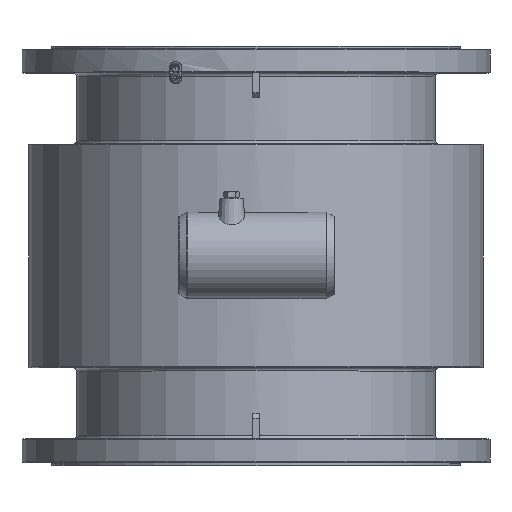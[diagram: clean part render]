
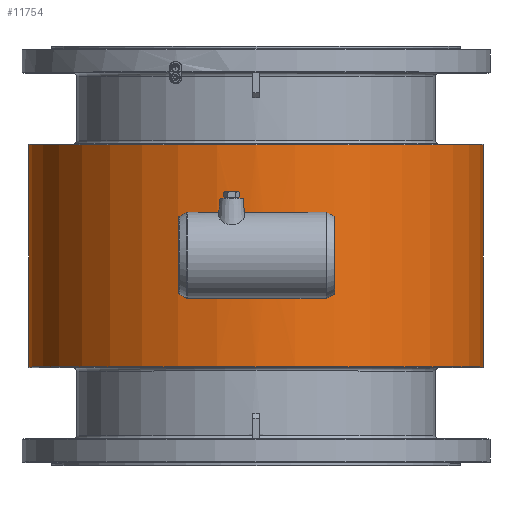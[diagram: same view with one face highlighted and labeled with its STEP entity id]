
A CAD part, top view. The second image highlights one B-rep face of the part: STEP entity #11754.
In plain terms, the highlighted cylindrical face has radius 325 mm (diameter 650 mm), a full revolution.
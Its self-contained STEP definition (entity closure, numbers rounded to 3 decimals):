
#1036=B_SPLINE_CURVE_WITH_KNOTS('',3,(#28382,#28383,#28384,#28385,#28386,
#28387,#28388,#28389,#28390,#28391,#28392,#28393,#28394,#28395,#28396,#28397,
#28398,#28399,#28400,#28401,#28402,#28403,#28404,#28405,#28406,#28407,#28408,
#28409,#28410,#28411,#28412,#28413,#28414,#28415,#28416),.UNSPECIFIED.,
 .F.,.F.,(4,2,2,2,2,2,2,2,3,2,2,2,2,2,2,2,4),(-3.165,-2.769,
-2.374,-1.978,-1.583,-1.187,
-0.791,-0.396,0.,0.396,0.791,
1.187,1.583,1.978,2.374,2.769,
3.165),.UNSPECIFIED.);
#1037=B_SPLINE_CURVE_WITH_KNOTS('',3,(#28417,#28418,#28419,#28420,#28421,
#28422,#28423,#28424,#28425,#28426,#28427,#28428,#28429,#28430,#28431,#28432,
#28433,#28434,#28435,#28436,#28437,#28438,#28439,#28440,#28441,#28442,#28443,
#28444,#28445,#28446,#28447,#28448,#28449,#28450),.UNSPECIFIED.,.F.,.F.,
(4,2,2,2,2,2,2,2,2,2,2,2,2,2,2,2,4),(3.165,3.561,3.956,
4.352,4.748,5.143,5.539,5.935,
6.33,6.726,7.122,7.517,7.913,
8.308,8.704,9.1,9.495),
 .UNSPECIFIED.);
#1638=LINE('',#28379,#2306);
#2306=VECTOR('',#14400,325.);
#2772=CYLINDRICAL_SURFACE('',#12676,325.);
#2965=FACE_BOUND('',#4072,.T.);
#3280=FACE_OUTER_BOUND('',#4071,.T.);
#4071=EDGE_LOOP('',(#9260,#9261,#9262,#9263));
#4072=EDGE_LOOP('',(#9264,#9265));
#4794=CIRCLE('',#12673,325.);
#4797=CIRCLE('',#12677,325.);
#5517=VERTEX_POINT('',#28371);
#5519=VERTEX_POINT('',#28377);
#5520=VERTEX_POINT('',#28380);
#5521=VERTEX_POINT('',#28381);
#6885=EDGE_CURVE('',#5517,#5517,#4794,.T.);
#6888=EDGE_CURVE('',#5519,#5519,#4797,.T.);
#6889=EDGE_CURVE('',#5519,#5517,#1638,.T.);
#6890=EDGE_CURVE('',#5520,#5521,#1036,.T.);
#6891=EDGE_CURVE('',#5521,#5520,#1037,.T.);
#9260=ORIENTED_EDGE('',*,*,#6888,.F.);
#9261=ORIENTED_EDGE('',*,*,#6889,.T.);
#9262=ORIENTED_EDGE('',*,*,#6885,.F.);
#9263=ORIENTED_EDGE('',*,*,#6889,.F.);
#9264=ORIENTED_EDGE('',*,*,#6890,.T.);
#9265=ORIENTED_EDGE('',*,*,#6891,.T.);
#11754=ADVANCED_FACE('',(#3280,#2965),#2772,.T.);
#12673=AXIS2_PLACEMENT_3D('',#28372,#14390,#14391);
#12676=AXIS2_PLACEMENT_3D('',#28376,#14396,#14397);
#12677=AXIS2_PLACEMENT_3D('',#28378,#14398,#14399);
#14390=DIRECTION('center_axis',(0.,0.,
1.));
#14391=DIRECTION('ref_axis',(0.,1.,0.));
#14396=DIRECTION('center_axis',(0.,0.,
-1.));
#14397=DIRECTION('ref_axis',(0.,-1.,0.));
#14398=DIRECTION('center_axis',(0.,0.,
-1.));
#14399=DIRECTION('ref_axis',(0.,1.,0.));
#14400=DIRECTION('',(0.,0.,1.));
#28371=CARTESIAN_POINT('',(95.,840.25,159.));
#28372=CARTESIAN_POINT('Origin',(95.,515.25,159.));
#28376=CARTESIAN_POINT('Origin',(95.,515.25,0.));
#28377=CARTESIAN_POINT('',(95.,840.25,-159.));
#28378=CARTESIAN_POINT('Origin',(95.,515.25,-159.));
#28379=CARTESIAN_POINT('',(95.,840.25,0.));
#28380=CARTESIAN_POINT('',(95.,190.25,21.));
#28381=CARTESIAN_POINT('',(95.,190.25,-21.));
#28382=CARTESIAN_POINT('Ctrl Pts',(95.,190.25,21.));
#28383=CARTESIAN_POINT('Ctrl Pts',(96.319,190.25,21.));
#28384=CARTESIAN_POINT('Ctrl Pts',(97.683,190.258,20.874));
#28385=CARTESIAN_POINT('Ctrl Pts',(100.395,190.292,20.342));
#28386=CARTESIAN_POINT('Ctrl Pts',(101.744,190.317,19.937));
#28387=CARTESIAN_POINT('Ctrl Pts',(104.331,190.381,18.865));
#28388=CARTESIAN_POINT('Ctrl Pts',(105.571,190.42,18.198));
#28389=CARTESIAN_POINT('Ctrl Pts',(107.864,190.503,16.656));
#28390=CARTESIAN_POINT('Ctrl Pts',(108.917,190.547,15.781));
#28391=CARTESIAN_POINT('Ctrl Pts',(110.781,190.632,13.917));
#28392=CARTESIAN_POINT('Ctrl Pts',(111.656,190.676,12.864));
#28393=CARTESIAN_POINT('Ctrl Pts',(113.198,190.759,10.571));
#28394=CARTESIAN_POINT('Ctrl Pts',(113.865,190.798,9.331));
#28395=CARTESIAN_POINT('Ctrl Pts',(114.937,190.862,6.744));
#28396=CARTESIAN_POINT('Ctrl Pts',(115.342,190.887,5.395));
#28397=CARTESIAN_POINT('Ctrl Pts',(115.874,190.921,2.683));
#28398=CARTESIAN_POINT('Ctrl Pts',(116.,190.929,1.319));
#28399=CARTESIAN_POINT('Ctrl Pts',(116.,190.929,0.));
#28400=CARTESIAN_POINT('Ctrl Pts',(116.,190.929,-1.319));
#28401=CARTESIAN_POINT('Ctrl Pts',(115.874,190.921,-2.683));
#28402=CARTESIAN_POINT('Ctrl Pts',(115.342,190.887,-5.395));
#28403=CARTESIAN_POINT('Ctrl Pts',(114.937,190.862,-6.744));
#28404=CARTESIAN_POINT('Ctrl Pts',(113.865,190.798,-9.331));
#28405=CARTESIAN_POINT('Ctrl Pts',(113.198,190.759,-10.571));
#28406=CARTESIAN_POINT('Ctrl Pts',(111.656,190.676,-12.864));
#28407=CARTESIAN_POINT('Ctrl Pts',(110.781,190.632,-13.917));
#28408=CARTESIAN_POINT('Ctrl Pts',(108.917,190.547,-15.781));
#28409=CARTESIAN_POINT('Ctrl Pts',(107.864,190.503,-16.656));
#28410=CARTESIAN_POINT('Ctrl Pts',(105.571,190.42,-18.198));
#28411=CARTESIAN_POINT('Ctrl Pts',(104.331,190.381,-18.865));
#28412=CARTESIAN_POINT('Ctrl Pts',(101.744,190.317,-19.937));
#28413=CARTESIAN_POINT('Ctrl Pts',(100.395,190.292,-20.342));
#28414=CARTESIAN_POINT('Ctrl Pts',(97.683,190.258,-20.874));
#28415=CARTESIAN_POINT('Ctrl Pts',(96.319,190.25,-21.));
#28416=CARTESIAN_POINT('Ctrl Pts',(95.,190.25,-21.));
#28417=CARTESIAN_POINT('Ctrl Pts',(95.,190.25,-21.));
#28418=CARTESIAN_POINT('Ctrl Pts',(93.681,190.25,-21.));
#28419=CARTESIAN_POINT('Ctrl Pts',(92.317,190.258,-20.874));
#28420=CARTESIAN_POINT('Ctrl Pts',(89.605,190.292,-20.342));
#28421=CARTESIAN_POINT('Ctrl Pts',(88.256,190.317,-19.937));
#28422=CARTESIAN_POINT('Ctrl Pts',(85.669,190.381,-18.865));
#28423=CARTESIAN_POINT('Ctrl Pts',(84.429,190.42,-18.198));
#28424=CARTESIAN_POINT('Ctrl Pts',(82.136,190.503,-16.656));
#28425=CARTESIAN_POINT('Ctrl Pts',(81.083,190.547,-15.781));
#28426=CARTESIAN_POINT('Ctrl Pts',(79.219,190.632,-13.917));
#28427=CARTESIAN_POINT('Ctrl Pts',(78.344,190.676,-12.864));
#28428=CARTESIAN_POINT('Ctrl Pts',(76.802,190.759,-10.571));
#28429=CARTESIAN_POINT('Ctrl Pts',(76.135,190.798,-9.331));
#28430=CARTESIAN_POINT('Ctrl Pts',(75.063,190.862,-6.744));
#28431=CARTESIAN_POINT('Ctrl Pts',(74.658,190.887,-5.395));
#28432=CARTESIAN_POINT('Ctrl Pts',(74.126,190.921,-2.683));
#28433=CARTESIAN_POINT('Ctrl Pts',(74.,190.929,-1.319));
#28434=CARTESIAN_POINT('Ctrl Pts',(74.,190.929,1.319));
#28435=CARTESIAN_POINT('Ctrl Pts',(74.126,190.921,2.683));
#28436=CARTESIAN_POINT('Ctrl Pts',(74.658,190.887,5.395));
#28437=CARTESIAN_POINT('Ctrl Pts',(75.063,190.862,6.744));
#28438=CARTESIAN_POINT('Ctrl Pts',(76.135,190.798,9.331));
#28439=CARTESIAN_POINT('Ctrl Pts',(76.802,190.759,10.571));
#28440=CARTESIAN_POINT('Ctrl Pts',(78.344,190.676,12.864));
#28441=CARTESIAN_POINT('Ctrl Pts',(79.219,190.632,13.917));
#28442=CARTESIAN_POINT('Ctrl Pts',(81.083,190.547,15.781));
#28443=CARTESIAN_POINT('Ctrl Pts',(82.136,190.503,16.656));
#28444=CARTESIAN_POINT('Ctrl Pts',(84.429,190.42,18.198));
#28445=CARTESIAN_POINT('Ctrl Pts',(85.669,190.381,18.865));
#28446=CARTESIAN_POINT('Ctrl Pts',(88.256,190.317,19.937));
#28447=CARTESIAN_POINT('Ctrl Pts',(89.605,190.292,20.342));
#28448=CARTESIAN_POINT('Ctrl Pts',(92.317,190.258,20.874));
#28449=CARTESIAN_POINT('Ctrl Pts',(93.681,190.25,21.));
#28450=CARTESIAN_POINT('Ctrl Pts',(95.,190.25,21.));
